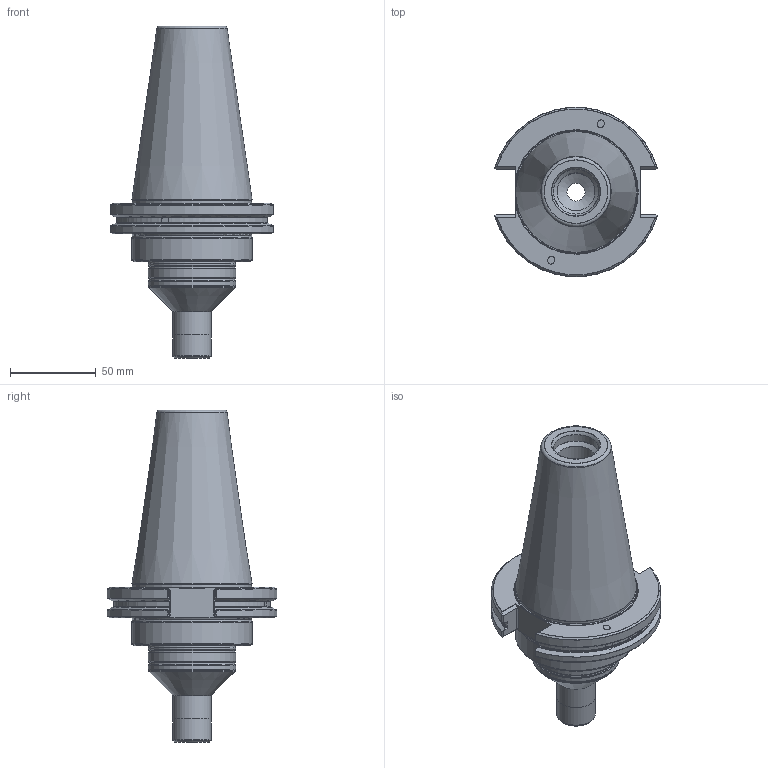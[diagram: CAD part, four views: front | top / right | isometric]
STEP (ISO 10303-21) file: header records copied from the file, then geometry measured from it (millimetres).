
FILE_DESCRIPTION(/* description */ (''),/* implementation_level */ '2;1');
FILE_NAME(/* name */ '435011656.stp',/* time_stamp */ '2021-01-08T12:39:16',/* author */ ('LRA'),/* organization */ ('REGO-FIX'),/* preprocessor_version */ ' Unknown',/* originating_system */ 'SIEMENS PLM Software Solid Edge ST10',/* authorization */ 'Unknown');
FILE_SCHEMA (('AUTOMOTIVE_DESIGN { 1 0 10303 214 2 1 1}'));
Length unit declared in the file: millimetre
Products named in the file (1): NOCUT
Bounding box: 94.65 x 98.36 x 193.1 mm (x, y, z)
Volume: 853971.8 mm3; surface area: 114068 mm2
Topology: 2 solids, 2 shells, 248 faces, 650 edges, 408 vertices
Faces by surface type: plane 102, cylinder 59, cone 59, torus 28
Full cylindrical faces by diameter (mm): 3.242 x6, 3.9 x2, 4.5 x2, 10.5 x2, 12 x2, 21.963 x6, 22 x2, 22.3 x1, 26.1 x1, 26.4 x1, 50 x1, 50.3 x1, 50.5 x3, 50.8 x3, 69.25 x2, 69.85 x1, 70.15 x1
Entity records: 8936 total; most frequent: CARTESIAN_POINT 1752, DIRECTION 1070, ORIENTED_EDGE 1052, EDGE_CURVE 526, AXIS2_PLACEMENT_3D 432, VERTEX_POINT 384, FACE_BOUND 362, EDGE_LOOP 358
